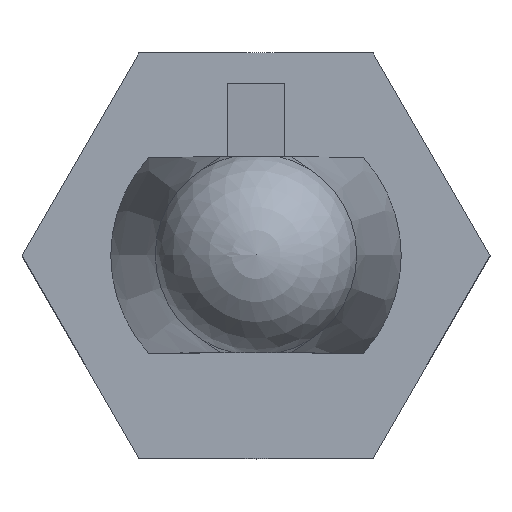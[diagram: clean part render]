
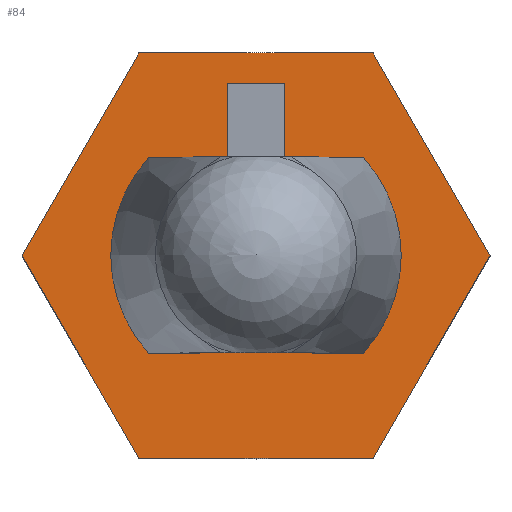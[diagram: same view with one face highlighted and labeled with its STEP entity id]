
A CAD part, top view. The second image highlights one B-rep face of the part: STEP entity #84.
In plain terms, the highlighted planar face has unit normal (0, 0, 1).
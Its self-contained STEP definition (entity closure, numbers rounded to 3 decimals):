
#84 = ADVANCED_FACE( '', ( #193, #194, #195 ), #196, .F. );
#193 = FACE_BOUND( '', #329, .T. );
#194 = FACE_BOUND( '', #330, .T. );
#195 = FACE_OUTER_BOUND( '', #331, .T. );
#196 = PLANE( '', #332 );
#329 = EDGE_LOOP( '', ( #508, #509, #510, #511 ) );
#330 = EDGE_LOOP( '', ( #512, #513, #514, #515 ) );
#331 = EDGE_LOOP( '', ( #516, #517, #518, #519, #520, #521 ) );
#332 = AXIS2_PLACEMENT_3D( '', #522, #523, #524 );
#508 = ORIENTED_EDGE( '', *, *, #828, .T. );
#509 = ORIENTED_EDGE( '', *, *, #829, .T. );
#510 = ORIENTED_EDGE( '', *, *, #830, .T. );
#511 = ORIENTED_EDGE( '', *, *, #831, .T. );
#512 = ORIENTED_EDGE( '', *, *, #794, .T. );
#513 = ORIENTED_EDGE( '', *, *, #832, .T. );
#514 = ORIENTED_EDGE( '', *, *, #833, .F. );
#515 = ORIENTED_EDGE( '', *, *, #834, .T. );
#516 = ORIENTED_EDGE( '', *, *, #835, .F. );
#517 = ORIENTED_EDGE( '', *, *, #836, .F. );
#518 = ORIENTED_EDGE( '', *, *, #837, .F. );
#519 = ORIENTED_EDGE( '', *, *, #838, .F. );
#520 = ORIENTED_EDGE( '', *, *, #839, .F. );
#521 = ORIENTED_EDGE( '', *, *, #840, .F. );
#522 = CARTESIAN_POINT( '', ( 0., 0., 6. ) );
#523 = DIRECTION( '', ( 0., 0., -1. ) );
#524 = DIRECTION( '', ( -1., 0., 0. ) );
#794 = EDGE_CURVE( '', #943, #941, #944, .T. );
#828 = EDGE_CURVE( '', #999, #1000, #1001, .T. );
#829 = EDGE_CURVE( '', #1000, #1002, #1003, .T. );
#830 = EDGE_CURVE( '', #1002, #1004, #1005, .T. );
#831 = EDGE_CURVE( '', #1004, #999, #1006, .T. );
#832 = EDGE_CURVE( '', #941, #1007, #1008, .T. );
#833 = EDGE_CURVE( '', #1009, #1007, #1010, .T. );
#834 = EDGE_CURVE( '', #1009, #943, #1011, .T. );
#835 = EDGE_CURVE( '', #1012, #1013, #1014, .T. );
#836 = EDGE_CURVE( '', #1015, #1012, #1016, .T. );
#837 = EDGE_CURVE( '', #1017, #1015, #1018, .T. );
#838 = EDGE_CURVE( '', #1019, #1017, #1020, .T. );
#839 = EDGE_CURVE( '', #1021, #1019, #1022, .T. );
#840 = EDGE_CURVE( '', #1013, #1021, #1023, .T. );
#941 = VERTEX_POINT( '', #1144 );
#943 = VERTEX_POINT( '', #1149 );
#944 = CIRCLE( '', #1150, 2. );
#999 = VERTEX_POINT( '', #1244 );
#1000 = VERTEX_POINT( '', #1245 );
#1001 = LINE( '', #1246, #1247 );
#1002 = VERTEX_POINT( '', #1248 );
#1003 = LINE( '', #1249, #1250 );
#1004 = VERTEX_POINT( '', #1251 );
#1005 = LINE( '', #1252, #1253 );
#1006 = CIRCLE( '', #1254, 2. );
#1007 = VERTEX_POINT( '', #1255 );
#1008 = LINE( '', #1256, #1257 );
#1009 = VERTEX_POINT( '', #1258 );
#1010 = LINE( '', #1259, #1260 );
#1011 = LINE( '', #1261, #1262 );
#1012 = VERTEX_POINT( '', #1263 );
#1013 = VERTEX_POINT( '', #1264 );
#1014 = LINE( '', #1265, #1266 );
#1015 = VERTEX_POINT( '', #1267 );
#1016 = LINE( '', #1268, #1269 );
#1017 = VERTEX_POINT( '', #1270 );
#1018 = LINE( '', #1271, #1272 );
#1019 = VERTEX_POINT( '', #1273 );
#1020 = LINE( '', #1274, #1275 );
#1021 = VERTEX_POINT( '', #1276 );
#1022 = LINE( '', #1277, #1278 );
#1023 = LINE( '', #1279, #1280 );
#1144 = CARTESIAN_POINT( '', ( -1.377, 1.45, 6. ) );
#1149 = CARTESIAN_POINT( '', ( -1.377, -1.45, 6. ) );
#1150 = AXIS2_PLACEMENT_3D( '', #1456, #1457, #1458 );
#1244 = CARTESIAN_POINT( '', ( 1.377, -1.45, 6. ) );
#1245 = CARTESIAN_POINT( '', ( 1., -1.45, 6. ) );
#1246 = CARTESIAN_POINT( '', ( 2.15, -1.45, 6. ) );
#1247 = VECTOR( '', #1500, 1000. );
#1248 = CARTESIAN_POINT( '', ( 1., 1.45, 6. ) );
#1249 = CARTESIAN_POINT( '', ( 1., -1.45, 6. ) );
#1250 = VECTOR( '', #1501, 1000. );
#1251 = CARTESIAN_POINT( '', ( 1.377, 1.45, 6. ) );
#1252 = CARTESIAN_POINT( '', ( -2.15, 1.45, 6. ) );
#1253 = VECTOR( '', #1502, 1000. );
#1254 = AXIS2_PLACEMENT_3D( '', #1503, #1504, #1505 );
#1255 = CARTESIAN_POINT( '', ( -1., 1.45, 6. ) );
#1256 = CARTESIAN_POINT( '', ( -2.15, 1.45, 6. ) );
#1257 = VECTOR( '', #1506, 1000. );
#1258 = CARTESIAN_POINT( '', ( -1., -1.45, 6. ) );
#1259 = CARTESIAN_POINT( '', ( -1., -1.45, 6. ) );
#1260 = VECTOR( '', #1507, 1000. );
#1261 = CARTESIAN_POINT( '', ( 2.15, -1.45, 6. ) );
#1262 = VECTOR( '', #1508, 1000. );
#1263 = CARTESIAN_POINT( '', ( 3.464, 0., 6. ) );
#1264 = CARTESIAN_POINT( '', ( 1.732, -3., 6. ) );
#1265 = CARTESIAN_POINT( '', ( 3.464, 0., 6. ) );
#1266 = VECTOR( '', #1509, 1000. );
#1267 = CARTESIAN_POINT( '', ( 1.732, 3., 6. ) );
#1268 = CARTESIAN_POINT( '', ( 1.732, 3., 6. ) );
#1269 = VECTOR( '', #1510, 1000. );
#1270 = CARTESIAN_POINT( '', ( -1.732, 3., 6. ) );
#1271 = CARTESIAN_POINT( '', ( -1.732, 3., 6. ) );
#1272 = VECTOR( '', #1511, 1000. );
#1273 = CARTESIAN_POINT( '', ( -3.464, 0., 6. ) );
#1274 = CARTESIAN_POINT( '', ( -1.732, 3., 6. ) );
#1275 = VECTOR( '', #1512, 1000. );
#1276 = CARTESIAN_POINT( '', ( -1.732, -3., 6. ) );
#1277 = CARTESIAN_POINT( '', ( -3.464, 0., 6. ) );
#1278 = VECTOR( '', #1513, 1000. );
#1279 = CARTESIAN_POINT( '', ( 1.732, -3., 6. ) );
#1280 = VECTOR( '', #1514, 1000. );
#1456 = CARTESIAN_POINT( '', ( 0., 0., 6. ) );
#1457 = DIRECTION( '', ( 0., 0., -1. ) );
#1458 = DIRECTION( '', ( -1., 0., 0. ) );
#1500 = DIRECTION( '', ( -1., 0., 0. ) );
#1501 = DIRECTION( '', ( 0., 1., 0. ) );
#1502 = DIRECTION( '', ( 1., 0., 0. ) );
#1503 = CARTESIAN_POINT( '', ( 0., 0., 6. ) );
#1504 = DIRECTION( '', ( 0., 0., -1. ) );
#1505 = DIRECTION( '', ( -1., 0., 0. ) );
#1506 = DIRECTION( '', ( 1., 0., 0. ) );
#1507 = DIRECTION( '', ( 0., 1., 0. ) );
#1508 = DIRECTION( '', ( -1., 0., 0. ) );
#1509 = DIRECTION( '', ( -0.5, -0.866, 0. ) );
#1510 = DIRECTION( '', ( 0.5, -0.866, 0. ) );
#1511 = DIRECTION( '', ( 1., 0., 0. ) );
#1512 = DIRECTION( '', ( 0.5, 0.866, 0. ) );
#1513 = DIRECTION( '', ( -0.5, 0.866, 0. ) );
#1514 = DIRECTION( '', ( -1., 0., 0. ) );
